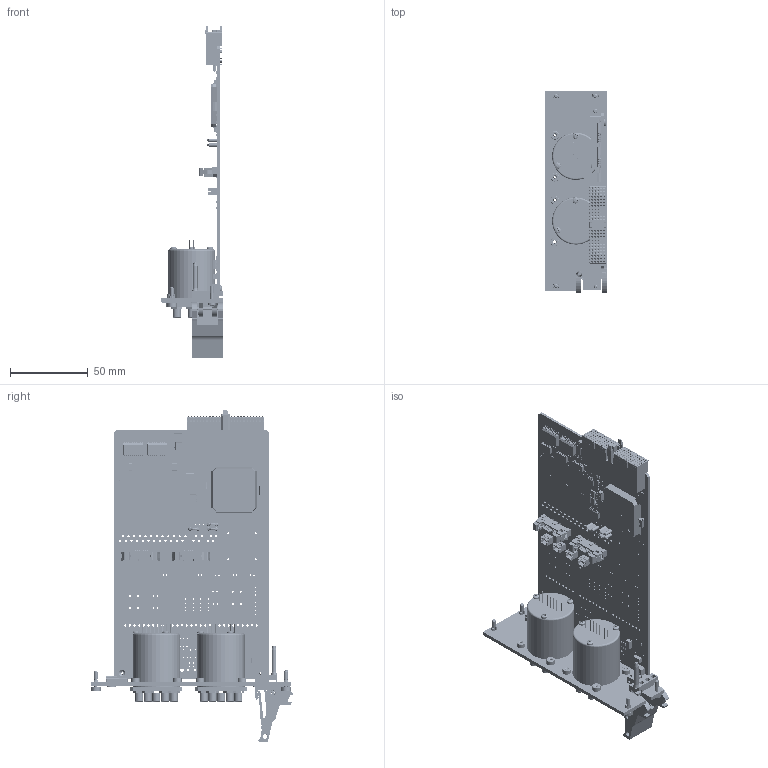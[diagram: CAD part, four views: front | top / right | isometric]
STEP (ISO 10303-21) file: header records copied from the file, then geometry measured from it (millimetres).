
FILE_DESCRIPTION (( 'STEP AP214' ), '1' );
FILE_NAME ('40-784-032 PXI uWave Dual 6CH MUX.STEP', '2013-09-09T11:05:16', ( 'admin' ), ( '' ), 'SwSTEP 2.0', 'SolidWorks 2012', '' );
FILE_SCHEMA (( 'AUTOMOTIVE_DESIGN' ));
Length unit declared in the file: millimetre
Products named in the file (1): 40-784-032 PXI uWave Dual 6CH MUX
Bounding box: 40 x 129.87 x 214.01 mm (x, y, z)
Surface area: 79895.6 mm2 (no closed solid volume)
Topology: 0 solids, 641 shells, 4418 faces, 19836 edges, 15599 vertices
Faces by surface type: plane 3260, cylinder 936, torus 88, cone 84, bspline 37, sphere 13
Full cylindrical faces by diameter (mm): 0.5 x33, 0.6 x110, 0.75 x56, 0.8 x17, 0.9 x13, 0.92 x4, 0.98 x1, 0.996 x7, 1 x16, 1.2 x8, 1.3 x8, 1.496 x2, 1.5 x59, 1.519 x2, 2 x7, 2.05 x1, 2.3 x2, 2.497 x1, 2.5 x5, 2.6 x1, 2.7 x1, 2.8 x1, 3 x3, 4.1 x6, 4.3 x14, 4.7 x1, 5 x5, 5.3 x17, 5.5 x15, 6 x3
Entity records: 254104 total; most frequent: CARTESIAN_POINT 53731, DIRECTION 30255, ORIENTED_EDGE 25830, EDGE_CURVE 19164, VERTEX_POINT 15483, VECTOR 13149, LINE 13149, AXIS2_PLACEMENT_3D 8553
